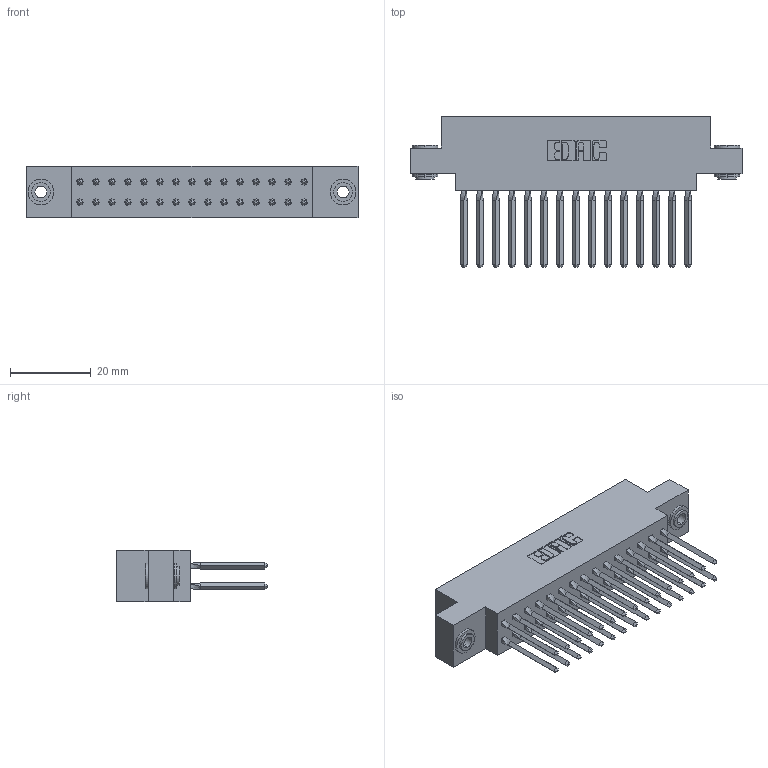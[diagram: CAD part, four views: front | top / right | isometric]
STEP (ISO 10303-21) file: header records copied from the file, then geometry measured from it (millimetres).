
FILE_DESCRIPTION (( 'STEP AP203' ), '1' );
FILE_NAME ('317-030-540-803.STEP', '2020-02-27T20:20:01', ( '' ), ( '' ), 'SwSTEP 2.0', 'SolidWorks 2016', '' );
FILE_SCHEMA (( 'CONFIG_CONTROL_DESIGN' ));
Length unit declared in the file: inch
Products named in the file (4): 317-290-001_540; 317 Part_.156 Dia - TH; 317-030-540-803; 345-250-002_345-250-002-102
Assembly tree (33 placements, depth 2):
  317-030-540-803
    317 Part_.156 Dia - TH
    317-290-001_540  x30
    345-250-002_345-250-002-102  x2
Bounding box: 82.14 x 37.34 x 12.7 mm (x, y, z)
Volume: 12892.7 mm3; surface area: 18415.4 mm2
Topology: 33 solids, 33 shells, 2810 faces, 7761 edges, 5000 vertices
Faces by surface type: plane 2258, cylinder 424, bspline 120, cone 8
Entity records: 26099 total; most frequent: CARTESIAN_POINT 4934, ORIENTED_EDGE 4426, DIRECTION 3737, EDGE_CURVE 2213, LINE 1933, VECTOR 1933, VERTEX_POINT 1467, AXIS2_PLACEMENT_3D 902
